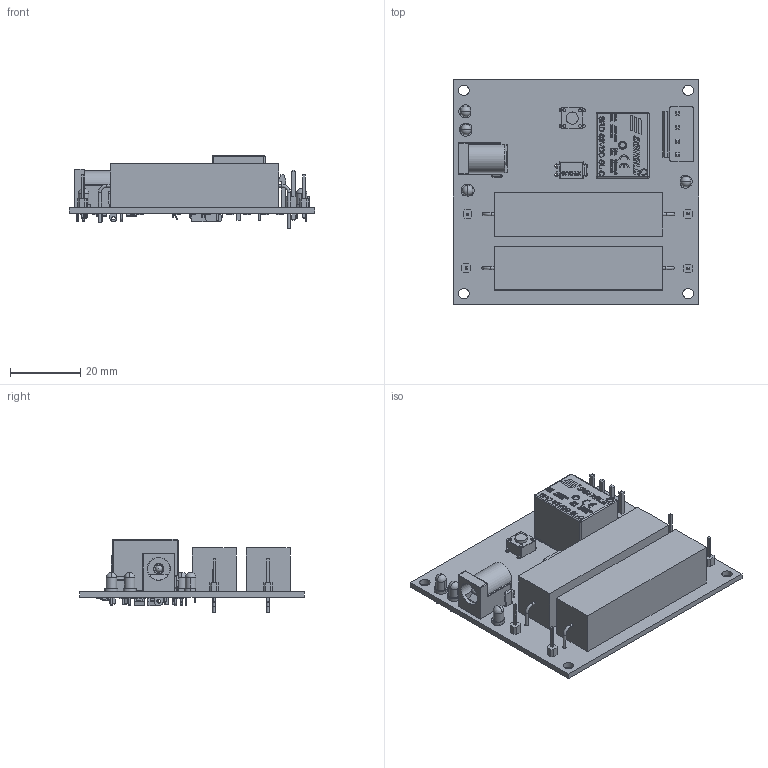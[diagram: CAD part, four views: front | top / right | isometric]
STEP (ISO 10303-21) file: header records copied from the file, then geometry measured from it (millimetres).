
FILE_DESCRIPTION(('Open CASCADE Model'),'2;1');
FILE_NAME('Open CASCADE Shape Model','2021-04-20T08:35:23',('Author'),( 'Open CASCADE'),'Open CASCADE STEP processor 6.8','Open CASCADE 6.8' ,'Unknown');
FILE_SCHEMA(('AUTOMOTIVE_DESIGN { 1 0 10303 214 1 1 1 1 }'));
Length unit declared in the file: millimetre
Products named in the file (47): PCB; Board; DZ1; Diode_SMA; DZ2; LD1; LED_3MM_AZUL; LD2; LED_3MM_VERDE; LD3; LED_3MM_ROJO; LD4; P1; CON-PWXXS-X4; P2; CON-PIN-CORTO; P3; P4; P5; Q1; TRA-IRFD110; Q2; TRA-SMD-SOT23; Q3; R1; RES-SMD-221; R2; R3; AXIAL-POWER; R4; R5; RES-SMD-103; R6; RES-SMD-102; R7; R8; R9; R10; R11; R12 ...
Assembly tree (61 placements, depth 3):
  PCB
    Board
    DZ1
      Diode_SMA
    DZ2
      Diode_SMA
    LD1
      LED_3MM_AZUL
    LD2
      LED_3MM_VERDE
    LD3
      LED_3MM_ROJO
    LD4
      LED_3MM_AZUL
    P1
      CON-PWXXS-X4
    P2
      CON-PIN-CORTO
    P3
      CON-PIN-CORTO
    P4
      CON-PIN-CORTO
    P5
      CON-PIN-CORTO
    Q1
      TRA-IRFD110
    Q2
      TRA-SMD-SOT23
    Q3
      TRA-SMD-SOT23
    R1
      RES-SMD-221
    R2
      RES-SMD-221
    R3
      AXIAL-POWER
    R4
      AXIAL-POWER
    R5
      RES-SMD-103
    R6
      RES-SMD-102
    R7
      RES-SMD-103
    R8
      RES-SMD-103
    R9
      RES-SMD-103
    R10
      RES-SMD-221
    R11
      RES-SMD-221
    R12
      RES-SMD-103
    R13
      RES-SMD-103
    RELE
      VAR-RELAY-5V10A
    SW1
      TACT-SWITCH-THT-4C-06X06-4.3MM
Bounding box: 70 x 64 x 20.94 mm (x, y, z)
Volume: 28043.3 mm3; surface area: 20777 mm2
Topology: 44 solids, 64 shells, 3050 faces, 7823 edges, 5064 vertices
Faces by surface type: plane 2015, bspline 716, cylinder 266, sphere 37, torus 12, cone 4
Full cylindrical faces by diameter (mm): 0.6 x8, 0.8 x16, 1 x17, 1.082 x1, 1.2 x2, 1.3 x1, 1.442 x1, 1.5 x4, 2 x4, 3 x7, 6.4 x1
Entity records: 73969 total; most frequent: CARTESIAN_POINT 21146, ORIENTED_EDGE 9914, DIRECTION 7902, EDGE_CURVE 4957, LINE 3426, VECTOR 3426, VERTEX_POINT 3224, AXIS2_PLACEMENT_3D 2238
